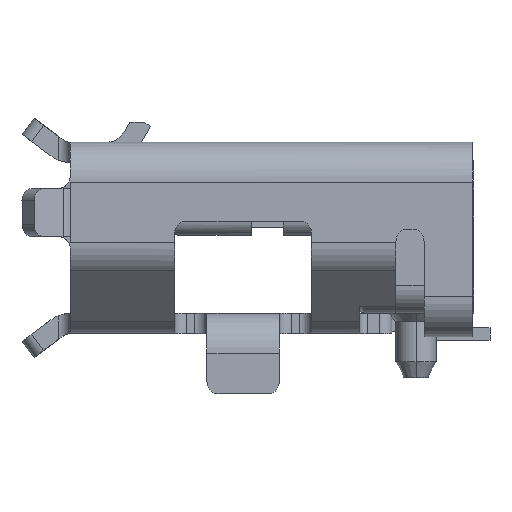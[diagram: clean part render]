
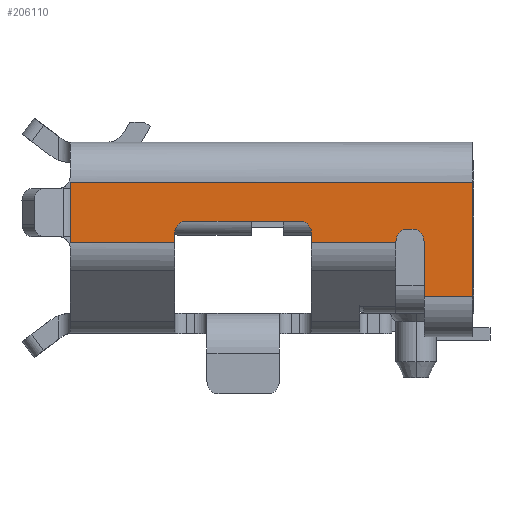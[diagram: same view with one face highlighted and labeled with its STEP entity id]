
A CAD part, left-side view. The second image highlights one B-rep face of the part: STEP entity #206110.
In plain terms, the highlighted planar face has unit normal (-1, 0, 0).
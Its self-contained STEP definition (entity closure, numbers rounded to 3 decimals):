
#142880=CARTESIAN_POINT('',(-3.7,-3.5,
0.044));
#142890=DIRECTION('',(0.,1.,0.));
#142900=VECTOR('',#142890,1.);
#142910=LINE('',#142880,#142900);
#142920=CARTESIAN_POINT('',(-3.7,-0.5,
0.044));
#142930=VERTEX_POINT('',#142920);
#142940=CARTESIAN_POINT('',(-3.7,0.55,
0.044));
#142950=VERTEX_POINT('',#142940);
#142960=EDGE_CURVE('',#142930,#142950,#142910,.T.);
#160520=CARTESIAN_POINT('',(-3.7,-3.5,-0.63));
#160530=DIRECTION('',(0.,0.,-1.));
#160540=VECTOR('',#160530,0.075);
#160550=LINE('',#160520,#160540);
#160560=CARTESIAN_POINT('',(-3.7,-3.5,-0.63));
#160570=VERTEX_POINT('',#160560);
#160580=CARTESIAN_POINT('',(-3.7,-3.5,-0.705))
;
#160590=VERTEX_POINT('',#160580);
#160600=EDGE_CURVE('',#160570,#160590,#160550,.T.);
#161400=CARTESIAN_POINT('',(-3.7,-3.5,-0.705))
;
#161410=DIRECTION('',(0.,1.,0.));
#161420=VECTOR('',#161410,1.);
#161430=LINE('',#161400,#161420);
#161790=CARTESIAN_POINT('',(-3.7,1.5,-0.705));
#161800=VERTEX_POINT('',#161790);
#161830=EDGE_CURVE('',#160590,#161800,#161430,.T.);
#162530=CARTESIAN_POINT('',(-3.7,1.5,0.715));
#162540=VERTEX_POINT('',#162530);
#162570=CARTESIAN_POINT('',(-3.7,1.5,0.715));
#162580=DIRECTION('',(0.,0.,-1.));
#162590=VECTOR('',#162580,1.42);
#162600=LINE('',#162570,#162590);
#162610=EDGE_CURVE('',#162540,#161800,#162600,.T.);
#162830=CARTESIAN_POINT('',(-3.7,-3.5,
-0.031));
#162840=VERTEX_POINT('',#162830);
#162870=CARTESIAN_POINT('',(-3.7,-3.5,
0.044));
#162880=DIRECTION('',(0.,0.,-1.));
#162890=VECTOR('',#162880,0.075);
#162900=LINE('',#162870,#162890);
#162910=CARTESIAN_POINT('',(-3.7,-3.5,
0.044));
#162920=VERTEX_POINT('',#162910);
#162930=EDGE_CURVE('',#162920,#162840,#162900,.T.);
#163300=CARTESIAN_POINT('',(-3.7,-3.5,
0.044));
#163310=DIRECTION('',(0.,1.,0.));
#163320=VECTOR('',#163310,1.);
#163330=LINE('',#163300,#163320);
#163360=CARTESIAN_POINT('',(-3.7,-2.2,
0.044));
#163370=VERTEX_POINT('',#163360);
#163380=EDGE_CURVE('',#162920,#163370,#163330,.T.);
#164220=CARTESIAN_POINT('',(-3.7,-2.2,
0.044));
#164230=DIRECTION('',(0.,0.,-1.));
#164240=VECTOR('',#164230,0.119);
#164250=LINE('',#164220,#164240);
#164260=CARTESIAN_POINT('',(-3.7,-2.2,
-0.075));
#164270=VERTEX_POINT('',#164260);
#164280=EDGE_CURVE('',#163370,#164270,#164250,.T.);
#164620=CARTESIAN_POINT('',(-3.7,-2.05,
-0.075));
#164630=DIRECTION('',(1.,0.,0.));
#164640=DIRECTION('',(0.,-1.,0.));
#164650=AXIS2_PLACEMENT_3D('',#164620,#164630,#164640);
#164660=CIRCLE('',#164650,0.15);
#164670=CARTESIAN_POINT('',(-3.7,-2.05,-0.225))
;
#164680=VERTEX_POINT('',#164670);
#164690=EDGE_CURVE('',#164270,#164680,#164660,.T.);
#165580=CARTESIAN_POINT('',(-3.7,-0.5,
-0.075));
#165590=VERTEX_POINT('',#165580);
#165620=CARTESIAN_POINT('',(-3.7,-0.5,
0.044));
#165630=DIRECTION('',(0.,0.,-1.));
#165640=VECTOR('',#165630,0.119);
#165650=LINE('',#165620,#165640);
#165660=EDGE_CURVE('',#142930,#165590,#165650,.T.);
#182600=CARTESIAN_POINT('',(-3.7,-0.65,
-0.075));
#182610=DIRECTION('',(1.,0.,0.));
#182620=DIRECTION('',(0.,0.,-1.));
#182630=AXIS2_PLACEMENT_3D('',#182600,#182610,#182620);
#182640=CIRCLE('',#182630,0.15);
#182650=CARTESIAN_POINT('',(-3.7,-0.65,-0.225)
);
#182660=VERTEX_POINT('',#182650);
#182670=EDGE_CURVE('',#182660,#165590,#182640,.T.);
#182850=CARTESIAN_POINT('',(-3.7,-0.65,-0.225)
);
#182860=DIRECTION('',(0.,-1.,0.));
#182870=VECTOR('',#182860,1.4);
#182880=LINE('',#182850,#182870);
#182890=EDGE_CURVE('',#182660,#164680,#182880,.T.);
#184710=CARTESIAN_POINT('',(-3.7,-3.5,-0.63));
#184720=DIRECTION('',(0.,0.,1.));
#184730=VECTOR('',#184720,0.599);
#184740=LINE('',#184710,#184730);
#184750=EDGE_CURVE('',#160570,#162840,#184740,.T.);
#203440=CARTESIAN_POINT('',(-3.7,0.55,
0.025));
#203450=VERTEX_POINT('',#203440);
#203480=CARTESIAN_POINT('',(-3.7,0.7,
0.025));
#203490=DIRECTION('',(1.,0.,0.));
#203500=DIRECTION('',(0.,-1.,0.));
#203510=AXIS2_PLACEMENT_3D('',#203480,#203490,#203500);
#203520=CIRCLE('',#203510,0.15);
#203530=CARTESIAN_POINT('',(-3.7,0.7,-0.125))
;
#203540=VERTEX_POINT('',#203530);
#203550=EDGE_CURVE('',#203450,#203540,#203520,.T.);
#203730=CARTESIAN_POINT('',(-3.7,0.75,-0.125))
;
#203740=DIRECTION('',(0.,-1.,0.));
#203750=VECTOR('',#203740,0.05);
#203760=LINE('',#203730,#203750);
#203770=CARTESIAN_POINT('',(-3.7,0.75,-0.125))
;
#203780=VERTEX_POINT('',#203770);
#203790=EDGE_CURVE('',#203780,#203540,#203760,.T.);
#203950=CARTESIAN_POINT('',(-3.7,0.75,
0.025));
#203960=DIRECTION('',(1.,0.,0.));
#203970=DIRECTION('',(0.,0.,-1.));
#203980=AXIS2_PLACEMENT_3D('',#203950,#203960,#203970);
#203990=CIRCLE('',#203980,0.15);
#204000=CARTESIAN_POINT('',(-3.7,0.9,
0.025));
#204010=VERTEX_POINT('',#204000);
#204020=EDGE_CURVE('',#203780,#204010,#203990,.T.);
#204200=CARTESIAN_POINT('',(-3.7,0.9,
0.025));
#204210=DIRECTION('',(0.,0.,1.));
#204220=VECTOR('',#204210,0.69);
#204230=LINE('',#204200,#204220);
#204240=CARTESIAN_POINT('',(-3.7,0.9,0.715));
#204250=VERTEX_POINT('',#204240);
#204260=EDGE_CURVE('',#204010,#204250,#204230,.T.);
#204710=CARTESIAN_POINT('',(-3.7,0.55,
0.044));
#204720=DIRECTION('',(-0.,0.,-1.));
#204730=VECTOR('',#204720,0.019);
#204740=LINE('',#204710,#204730);
#204750=EDGE_CURVE('',#142950,#203450,#204740,.T.);
#205750=CARTESIAN_POINT('',(-3.7,1.5,0.715));
#205760=DIRECTION('',(0.,-1.,0.));
#205770=VECTOR('',#205760,0.6);
#205780=LINE('',#205750,#205770);
#205790=EDGE_CURVE('',#162540,#204250,#205780,.T.);
#205860=CARTESIAN_POINT('',(-3.7,-3.5,
0.044));
#205870=DIRECTION('',(1.,-0.,0.));
#205880=DIRECTION('',(0.,0.,-1.));
#205890=AXIS2_PLACEMENT_3D('',#205860,#205870,#205880);
#205900=PLANE('',#205890);
#205910=ORIENTED_EDGE('',*,*,#182670,.T.);
#205920=ORIENTED_EDGE('',*,*,#182890,.F.);
#205930=ORIENTED_EDGE('',*,*,#164690,.T.);
#205940=ORIENTED_EDGE('',*,*,#164280,.T.);
#205950=ORIENTED_EDGE('',*,*,#163380,.T.);
#205960=ORIENTED_EDGE('',*,*,#162930,.F.);
#205970=ORIENTED_EDGE('',*,*,#184750,.T.);
#205980=ORIENTED_EDGE('',*,*,#160600,.F.);
#205990=ORIENTED_EDGE('',*,*,#161830,.F.);
#206000=ORIENTED_EDGE('',*,*,#162610,.T.);
#206010=ORIENTED_EDGE('',*,*,#205790,.F.);
#206020=ORIENTED_EDGE('',*,*,#204260,.T.);
#206030=ORIENTED_EDGE('',*,*,#204020,.T.);
#206040=ORIENTED_EDGE('',*,*,#203790,.F.);
#206050=ORIENTED_EDGE('',*,*,#203550,.T.);
#206060=ORIENTED_EDGE('',*,*,#204750,.T.);
#206070=ORIENTED_EDGE('',*,*,#142960,.T.);
#206080=ORIENTED_EDGE('',*,*,#165660,.F.);
#206090=EDGE_LOOP('',(#206080,#206070,#206060,#206050,#206040,#206030,
#206020,#206010,#206000,#205990,#205980,#205970,#205960,#205950,#205940,
#205930,#205920,#205910));
#206100=FACE_OUTER_BOUND('',#206090,.T.);
#206110=ADVANCED_FACE('',(#206100),#205900,.F.);
